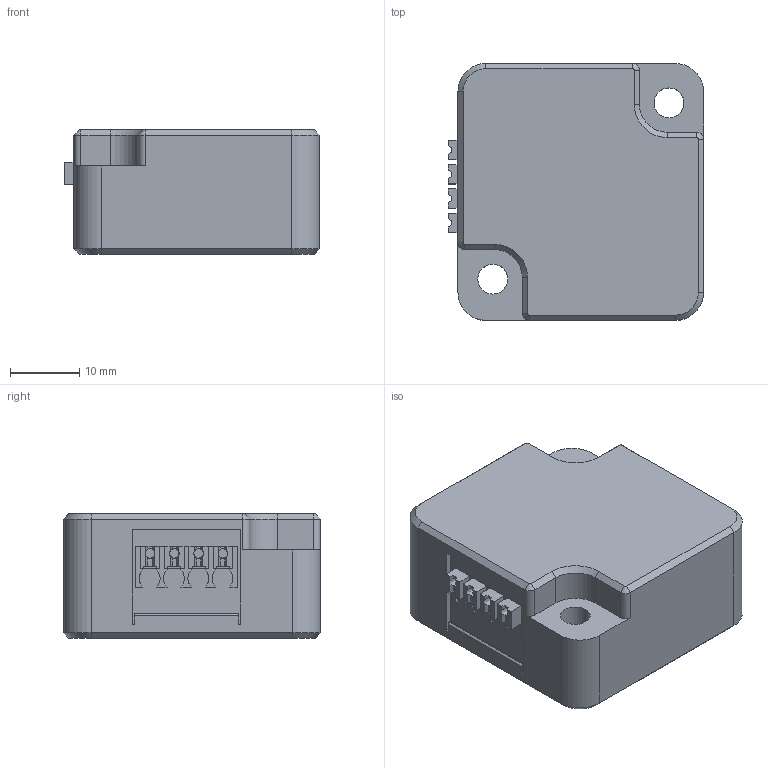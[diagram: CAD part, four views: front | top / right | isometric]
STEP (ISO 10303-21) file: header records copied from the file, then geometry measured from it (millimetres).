
FILE_DESCRIPTION(/* description */ ('STEP AP242','CAx-IF Rec.Pracs.---Representation and Presentation of Product Manufacturing Information (PMI)---4.0---2014-10-13','CAx-IF Rec.Pracs.---3D Tessellated Geometry---0.4---2014-09-14','2;1'),/* implementation_level */ '2;1');
FILE_NAME(/* name */ '6713734e2ef6d770770c4e06',/* time_stamp */ '2024-10-19T08:52:31Z',/* author */ (''),/* organization */ (''),/* preprocessor_version */ 'ST-DEVELOPER v20',/* originating_system */ ' ',/* authorisation */ ' ');
FILE_SCHEMA (('AP242_MANAGED_MODEL_BASED_3D_ENGINEERING_MIM_LF { 1 0 10303 442 1 1 4 }'));
Length unit declared in the file: metre
Products named in the file (1): C_0402_1005Metric
Bounding box: 36.76 x 37 x 17.9 mm (x, y, z)
Volume: 21733.1 mm3; surface area: 5436.2 mm2
Topology: 1 solids, 1 shells, 194 faces, 549 edges, 360 vertices
Faces by surface type: bspline 194
Entity records: 6490 total; most frequent: CARTESIAN_POINT 2006, ORIENTED_EDGE 1098, DIRECTION 677, EDGE_CURVE 549, LINE 375, VECTOR 375, VERTEX_POINT 360, EDGE_LOOP 203
